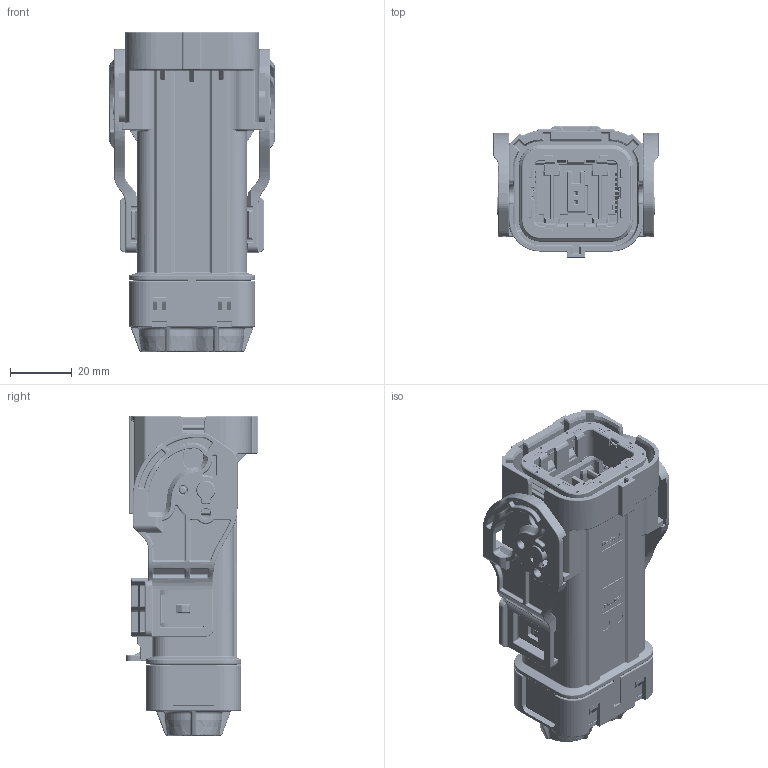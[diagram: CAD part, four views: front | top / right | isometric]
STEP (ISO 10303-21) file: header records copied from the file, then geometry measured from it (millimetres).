
FILE_DESCRIPTION (( 'STEP AP214' ), '1' );
FILE_NAME ('YGEV3-P2PHA脣芛.STEP', '2025-01-02T02:17:49', ( '' ), ( '' ), 'SwSTEP 2.0', 'SolidWorks 2023', '' );
FILE_SCHEMA (( 'AUTOMOTIVE_DESIGN' ));
Length unit declared in the file: millimetre
Products named in the file (1): YGEV3-P2PHA插头
Bounding box: 53.6 x 42.8 x 103.7 mm (x, y, z)
Volume: 99532.2 mm3; surface area: 66019 mm2
Topology: 4 solids, 18 shells, 7027 faces, 18102 edges, 10941 vertices
Faces by surface type: plane 2899, cylinder 2369, torus 780, bspline 621, cone 240, sphere 118
Entity records: 234493 total; most frequent: CARTESIAN_POINT 68175, ORIENTED_EDGE 35930, DIRECTION 33940, EDGE_CURVE 17965, AXIS2_PLACEMENT_3D 11909, VERTEX_POINT 10939, VECTOR 10122, LINE 10122
